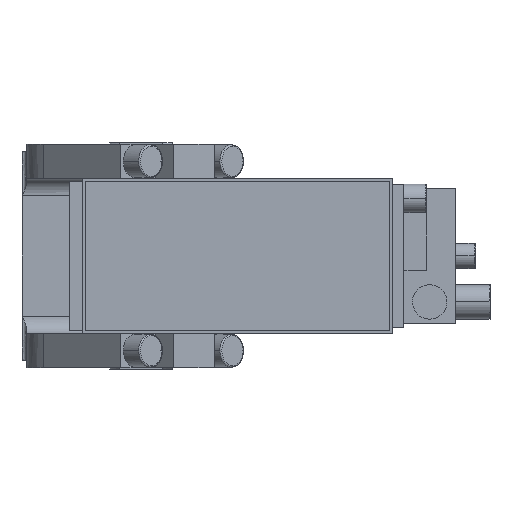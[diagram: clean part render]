
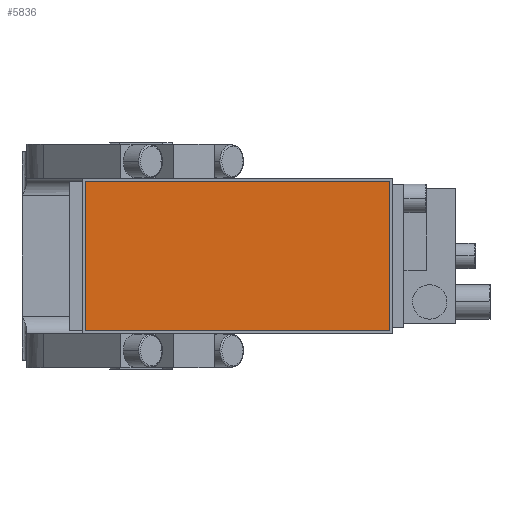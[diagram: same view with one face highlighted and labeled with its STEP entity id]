
A CAD part, left-side view. The second image highlights one B-rep face of the part: STEP entity #5836.
In plain terms, the highlighted free-form (B-spline) face has degree [1, 1] with [2, 2] control points.
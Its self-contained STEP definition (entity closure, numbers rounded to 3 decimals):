
#5756=CARTESIAN_POINT('Vertex',(-302.5,-86.5,-26.)) ;
#5768=CARTESIAN_POINT('Vertex',(-302.5,-86.5,26.)) ;
#5772=CARTESIAN_POINT('Control Point',(-302.5,-86.5,-26.)) ;
#5773=CARTESIAN_POINT('Control Point',(-302.5,-86.5,26.)) ;
#5801=CARTESIAN_POINT('Vertex',(-302.5,19.5,26.)) ;
#5805=CARTESIAN_POINT('Control Point',(-302.5,-86.5,26.)) ;
#5806=CARTESIAN_POINT('Control Point',(-302.5,19.5,26.)) ;
#5816=CARTESIAN_POINT('Control Point',(-302.5,-86.5,-26.)) ;
#5817=CARTESIAN_POINT('Control Point',(-302.5,19.5,-26.)) ;
#5818=CARTESIAN_POINT('Control Point',(-302.5,-86.5,26.)) ;
#5819=CARTESIAN_POINT('Control Point',(-302.5,19.5,26.)) ;
#5821=CARTESIAN_POINT('Control Point',(-302.5,19.5,-26.)) ;
#5822=CARTESIAN_POINT('Control Point',(-302.5,-86.5,-26.)) ;
#5823=CARTESIAN_POINT('Vertex',(-302.5,19.5,-26.)) ;
#5827=CARTESIAN_POINT('Control Point',(-302.5,19.5,26.)) ;
#5828=CARTESIAN_POINT('Control Point',(-302.5,19.5,-26.)) ;
#5831=ORIENTED_EDGE('',*,*,#5825,.T.) ;
#5832=ORIENTED_EDGE('',*,*,#5774,.T.) ;
#5833=ORIENTED_EDGE('',*,*,#5807,.T.) ;
#5834=ORIENTED_EDGE('',*,*,#5829,.T.) ;
#5836=ADVANCED_FACE('V_63_1_A00_T12_105_GRAD_TUENKERS',(#5835),#5815,.T.) ;
#5771=B_SPLINE_CURVE_WITH_KNOTS('',1,(#5772,#5773),.UNSPECIFIED.,.F.,.U.,(2,2),(0.,5.2),.UNSPECIFIED.) ;
#5804=B_SPLINE_CURVE_WITH_KNOTS('',1,(#5805,#5806),.UNSPECIFIED.,.F.,.U.,(2,2),(0.,10.6),.UNSPECIFIED.) ;
#5820=B_SPLINE_CURVE_WITH_KNOTS('',1,(#5821,#5822),.UNSPECIFIED.,.F.,.U.,(2,2),(0.,10.6),.UNSPECIFIED.) ;
#5826=B_SPLINE_CURVE_WITH_KNOTS('',1,(#5827,#5828),.UNSPECIFIED.,.F.,.U.,(2,2),(0.,5.2),.UNSPECIFIED.) ;
#5815=B_SPLINE_SURFACE_WITH_KNOTS('',1,1,((#5816,#5817),(#5818,#5819)),.UNSPECIFIED.,.F.,.F.,.U.,(2,2),(2,2),(0.,5.2),(0.,10.6),.UNSPECIFIED.) ;
#5774=EDGE_CURVE('',#5757,#5769,#5771,.T.) ;
#5807=EDGE_CURVE('',#5769,#5802,#5804,.T.) ;
#5825=EDGE_CURVE('',#5824,#5757,#5820,.T.) ;
#5829=EDGE_CURVE('',#5802,#5824,#5826,.T.) ;
#5830=EDGE_LOOP('',(#5831,#5832,#5833,#5834)) ;
#5835=FACE_OUTER_BOUND('',#5830,.T.) ;
#5757=VERTEX_POINT('',#5756) ;
#5769=VERTEX_POINT('',#5768) ;
#5802=VERTEX_POINT('',#5801) ;
#5824=VERTEX_POINT('',#5823) ;
